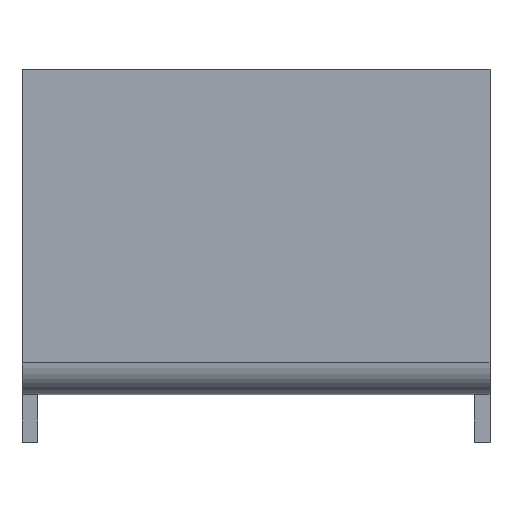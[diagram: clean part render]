
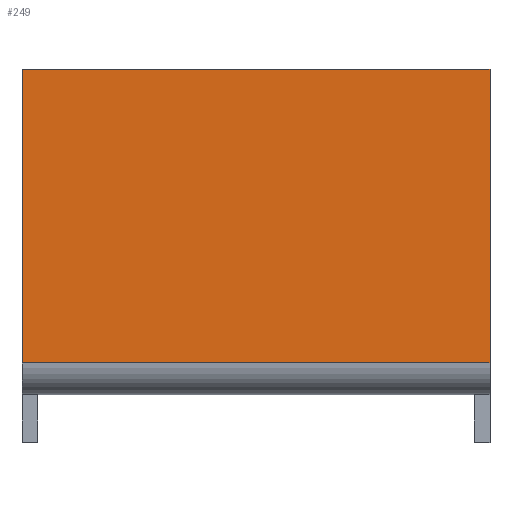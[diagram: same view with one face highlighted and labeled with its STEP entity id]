
A CAD part, top view. The second image highlights one B-rep face of the part: STEP entity #249.
In plain terms, the highlighted planar face has unit normal (0, 0, 1).
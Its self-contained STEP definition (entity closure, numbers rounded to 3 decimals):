
#57 = LINE ( 'NONE', #1077, #691 ) ;
#72 = LINE ( 'NONE', #570, #295 ) ;
#75 = ORIENTED_EDGE ( 'NONE', *, *, #585, .T. ) ;
#102 = VERTEX_POINT ( 'NONE', #250 ) ;
#150 = VERTEX_POINT ( 'NONE', #357 ) ;
#178 = EDGE_CURVE ( 'NONE', #1026, #150, #905, .T. ) ;
#182 = VERTEX_POINT ( 'NONE', #916 ) ;
#239 = FACE_OUTER_BOUND ( 'NONE', #1125, .T. ) ;
#249 = ADVANCED_FACE ( 'NONE', ( #239 ), #377, .T. ) ;
#250 = CARTESIAN_POINT ( 'NONE',  ( -59., 41., 11.25 ) ) ;
#278 = AXIS2_PLACEMENT_3D ( 'NONE', #837, #661, #752 ) ;
#280 = DIRECTION ( 'NONE',  ( 0., -1., 0. ) ) ;
#295 = VECTOR ( 'NONE', #280, 1000. ) ;
#328 = EDGE_CURVE ( 'NONE', #102, #182, #72, .T. ) ;
#357 = CARTESIAN_POINT ( 'NONE',  ( 0., 4., 11.25 ) ) ;
#377 = PLANE ( 'NONE',  #278 ) ;
#451 = CARTESIAN_POINT ( 'NONE',  ( 0., 41., 11.25 ) ) ;
#477 = VECTOR ( 'NONE', #1104, 1000. ) ;
#518 = CARTESIAN_POINT ( 'NONE',  ( 0., 41., 11.25 ) ) ;
#547 = LINE ( 'NONE', #912, #1059 ) ;
#570 = CARTESIAN_POINT ( 'NONE',  ( -59., 41., 11.25 ) ) ;
#585 = EDGE_CURVE ( 'NONE', #182, #150, #57, .T. ) ;
#607 = ORIENTED_EDGE ( 'NONE', *, *, #178, .F. ) ;
#626 = EDGE_CURVE ( 'NONE', #102, #1026, #547, .T. ) ;
#661 = DIRECTION ( 'NONE',  ( 0., 0., 1. ) ) ;
#680 = ORIENTED_EDGE ( 'NONE', *, *, #328, .T. ) ;
#691 = VECTOR ( 'NONE', #800, 1000. ) ;
#752 = DIRECTION ( 'NONE',  ( 0., -1., 0. ) ) ;
#800 = DIRECTION ( 'NONE',  ( 1., 0., 0. ) ) ;
#837 = CARTESIAN_POINT ( 'NONE',  ( -59., 41., 11.25 ) ) ;
#905 = LINE ( 'NONE', #451, #477 ) ;
#912 = CARTESIAN_POINT ( 'NONE',  ( -59., 41., 11.25 ) ) ;
#916 = CARTESIAN_POINT ( 'NONE',  ( -59., 4., 11.25 ) ) ;
#1005 = DIRECTION ( 'NONE',  ( 1., 0., 0. ) ) ;
#1026 = VERTEX_POINT ( 'NONE', #518 ) ;
#1059 = VECTOR ( 'NONE', #1005, 1000. ) ;
#1077 = CARTESIAN_POINT ( 'NONE',  ( -59., 4., 11.25 ) ) ;
#1082 = ORIENTED_EDGE ( 'NONE', *, *, #626, .F. ) ;
#1104 = DIRECTION ( 'NONE',  ( 0., -1., 0. ) ) ;
#1125 = EDGE_LOOP ( 'NONE', ( #607, #1082, #680, #75 ) ) ;
